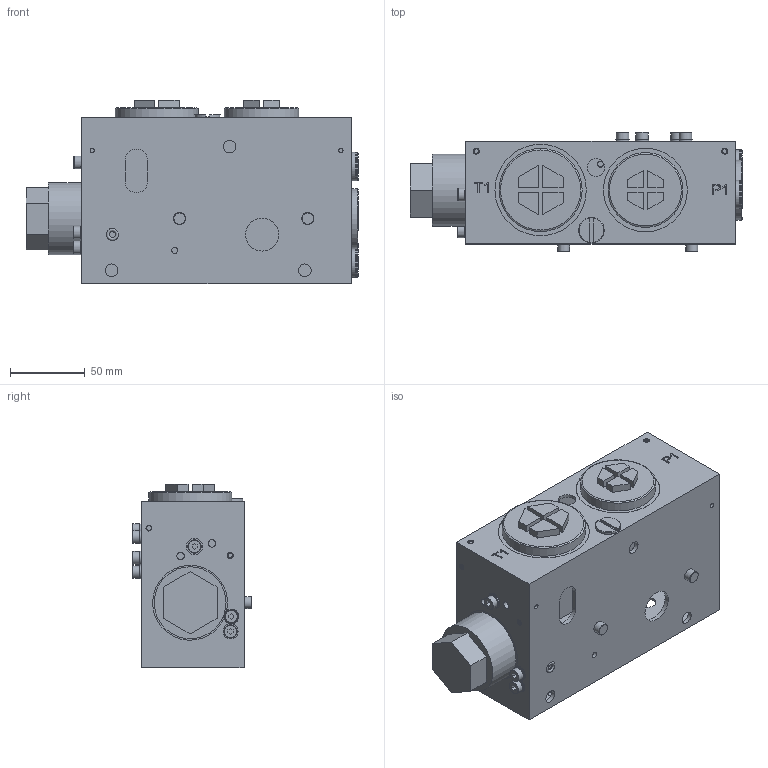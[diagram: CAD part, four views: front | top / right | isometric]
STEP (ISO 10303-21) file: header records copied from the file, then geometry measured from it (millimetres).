
FILE_DESCRIPTION(/* description */ ('Unknown'),/* implementation_level */ '2;1');
FILE_NAME(/* name */ 'AP-2210-537S-H',/* time_stamp */ '2020-12-14T10:48:42+01:00',/* author */ ('Unknown'),/* organization */ ('Unknown'),/* preprocessor_version */ 'ST-DEVELOPER v16.7',/* originating_system */ 'DEX',/* authorisation */ $);
FILE_SCHEMA (('AUTOMOTIVE_DESIGN {1 0 10303 214 3 1 1}'));
Length unit declared in the file: millimetre
Products named in the file (46): AP-2210-537S-H; AP-2210-U01-121-G_oa_0; WU-4604-040_oa_1; WU-4604-040_oa_2; WU-4604-040_oa_3; WU-4604-040_oa_4; WU-4604-040_oa_5; WW-5440-004_oa_6; WW-5440-004_oa_7; WU-4604-040_oa_8; WU-4604-040_oa_9; WU-4604-040_oa_10; WU-4604-040_oa_11; WV-7305-005_oa_12; WU-4208-012_oa_13; WU-4208-012_oa_14; WT-2600-516; XO-0008-042_oa_15; WS-0051-120_oa_16; XO-0008-048_oa_17; WU-4604-040_oa_18; WU-4604-040_oa_19; WU-4604-040_oa_20; WU-4604-040_oa_21; WT-2000-057; WU-1505-006_oa_22; WU-1505-006_oa_23; WU-1505-006_oa_24; WS-0051-060_oa_25; AP-2210-001-018-A_oa_26; AP-2210-001-021_oa_27; WU-1505-006_oa_28; WU-1505-006_oa_29; WT-2604-124; WU-1505-006_oa_30; WU-1505-006_oa_31; AP-2210-001-019-D_oa_32; LS; AP-2210-001-020-A_oa_33; AP-1630-001-002_oa_34 ...
Assembly tree (51 placements, depth 2):
  AP-2210-537S-H
    AP-2210-U01-121-G_oa_0
    WU-4604-040_oa_1
    WU-4604-040_oa_2
    WU-4604-040_oa_3
    WU-4604-040_oa_4
    WU-4604-040_oa_5
    WW-5440-004_oa_6
    WW-5440-004_oa_7
    WU-4604-040_oa_8
    WU-4604-040_oa_9
    WU-4604-040_oa_10
    WU-4604-040_oa_11
    WV-7305-005_oa_12
    WU-4208-012_oa_13
    WU-4208-012_oa_14
    WT-2600-516
    XO-0008-042_oa_15
    WS-0051-120_oa_16
    XO-0008-048_oa_17
    WU-4604-040_oa_18
    WU-4604-040_oa_19
    WU-4604-040_oa_20
    WU-4604-040_oa_21
    WT-2000-057  x7
    WU-1505-006_oa_22
    WU-1505-006_oa_23
    WU-1505-006_oa_24
    WS-0051-060_oa_25
    AP-2210-001-018-A_oa_26
    AP-2210-001-021_oa_27
    WU-1505-006_oa_28
    WU-1505-006_oa_29
    WT-2604-124
    WU-1505-006_oa_30
    WU-1505-006_oa_31
    AP-2210-001-019-D_oa_32
    LS
    AP-2210-001-020-A_oa_33
    AP-1630-001-002_oa_34
    WT-2601-115
    WT-4015-001_oa_35
    HR-0111-039_oa_36
    HR-0111-037_oa_37
    AP-1610-001-024-A_oa_38
    AP-1610-001-002-A_oa_39
Bounding box: 221.75 x 79.5 x 122.5 mm (x, y, z)
Volume: 270188 mm3; surface area: 191561.5 mm2
Topology: 46 solids, 46 shells, 774 faces, 1568 edges, 1068 vertices
Faces by surface type: plane 450, cylinder 260, torus 29, cone 22, bspline 13
Full cylindrical faces by diameter (mm): 3 x15, 3.75 x51, 4 x72, 4.134 x7, 4.917 x6, 5 x7, 5.7 x7, 7.7 x14, 7.8 x1, 8 x4, 8.376 x3, 8.5 x7, 9 x7, 10 x2, 10.95 x1, 11 x2, 11.445 x2, 11.835 x5, 13.917 x1, 15 x1, 17 x3, 18.8 x2, 19 x4, 22 x1, 25.5 x1, 26.5 x1, 30.291 x1, 31.7 x1, 32 x1, 33.835 x1
Entity records: 22600 total; most frequent: CARTESIAN_POINT 4505, DIRECTION 3031, ORIENTED_EDGE 2210, AXIS2_PLACEMENT_3D 1295, FACE_BOUND 1279, EDGE_LOOP 1265, EDGE_CURVE 1105, VERTEX_POINT 912
